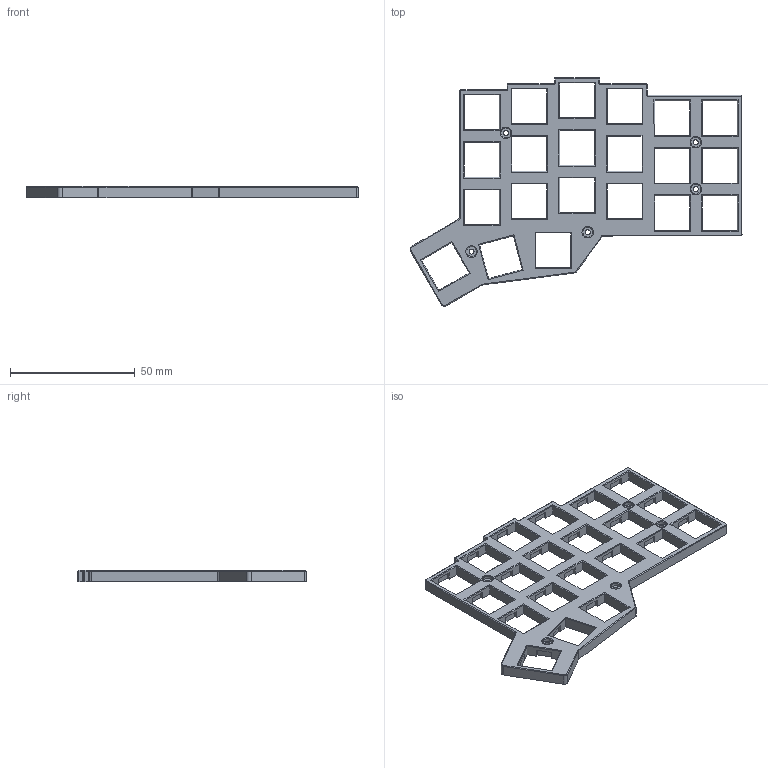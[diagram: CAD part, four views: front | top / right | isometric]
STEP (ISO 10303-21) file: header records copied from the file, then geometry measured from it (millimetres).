
FILE_DESCRIPTION(/* description */ (''),/* implementation_level */ '2;1');
FILE_NAME(/* name */ 'corne_mx_plate v10.step',/* time_stamp */ '2024-05-16T08:21:34+08:00',/* author */ (''),/* organization */ (''),/* preprocessor_version */ 'ST-DEVELOPER v20',/* originating_system */ 'Autodesk Translation Framework v13.14.0.145',/* authorisation */ '');
FILE_SCHEMA (('AUTOMOTIVE_DESIGN { 1 0 10303 214 3 1 1 }'));
Length unit declared in the file: millimetre
Products named in the file (1): corne_mx_plate
Bounding box: 132.88 x 91.53 x 4.5 mm (x, y, z)
Volume: 16677.7 mm3; surface area: 15231.4 mm2
Topology: 1 solids, 1 shells, 484 faces, 1290 edges, 819 vertices
Faces by surface type: plane 430, cylinder 32, cone 22
Full cylindrical faces by diameter (mm): 2 x5, 4 x10
Entity records: 14793 total; most frequent: CARTESIAN_POINT 2594, ORIENTED_EDGE 2580, DIRECTION 2346, EDGE_CURVE 1290, LINE 1204, VECTOR 1204, VERTEX_POINT 819, AXIS2_PLACEMENT_3D 571
